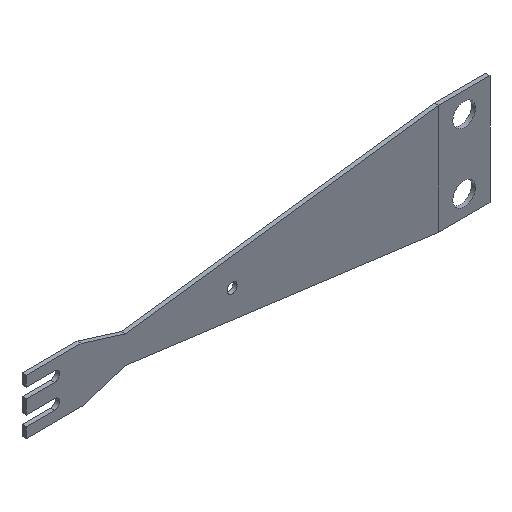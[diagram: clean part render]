
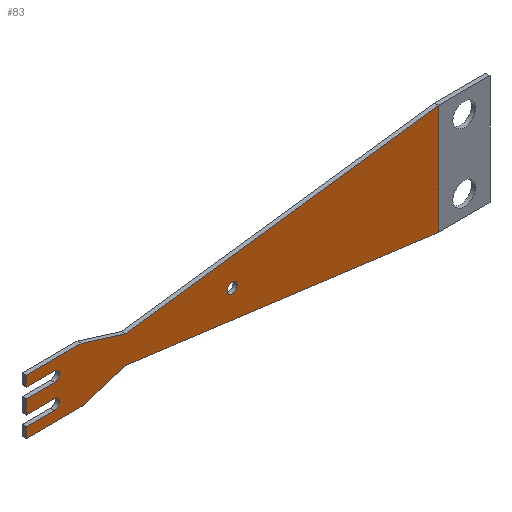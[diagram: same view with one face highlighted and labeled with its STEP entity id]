
A CAD part, isometric view. The second image highlights one B-rep face of the part: STEP entity #83.
In plain terms, the highlighted planar face has unit normal (0, -1, 0).
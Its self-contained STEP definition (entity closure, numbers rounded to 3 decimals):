
#80 = EDGE_LOOP ( 'NONE', ( #108, #325, #106, #129, #141, #120, #137, #135, #131, #119, #128, #124, #142, #133, #146, #160 ) ) ;
#83 = ADVANCED_FACE ( 'NONE', ( #419, #425 ), #417, .T. ) ;
#84 = VERTEX_POINT ( 'NONE', #422 ) ;
#92 = VERTEX_POINT ( 'NONE', #487 ) ;
#94 = EDGE_CURVE ( 'NONE', #84, #92, #502, .T. ) ;
#95 = VERTEX_POINT ( 'NONE', #478 ) ;
#100 = EDGE_CURVE ( 'NONE', #95, #324, #509, .T. ) ;
#106 = ORIENTED_EDGE ( 'NONE', *, *, #125, .F. ) ;
#108 = ORIENTED_EDGE ( 'NONE', *, *, #115, .F. ) ;
#112 = VERTEX_POINT ( 'NONE', #531 ) ;
#113 = EDGE_CURVE ( 'NONE', #112, #323, #510, .T. ) ;
#114 = VERTEX_POINT ( 'NONE', #446 ) ;
#115 = EDGE_CURVE ( 'NONE', #117, #92, #537, .T. ) ;
#116 = VERTEX_POINT ( 'NONE', #505 ) ;
#117 = VERTEX_POINT ( 'NONE', #460 ) ;
#119 = ORIENTED_EDGE ( 'NONE', *, *, #136, .T. ) ;
#120 = ORIENTED_EDGE ( 'NONE', *, *, #123, .F. ) ;
#121 = VERTEX_POINT ( 'NONE', #449 ) ;
#122 = EDGE_CURVE ( 'NONE', #112, #132, #438, .T. ) ;
#123 = EDGE_CURVE ( 'NONE', #132, #138, #519, .T. ) ;
#124 = ORIENTED_EDGE ( 'NONE', *, *, #127, .F. ) ;
#125 = EDGE_CURVE ( 'NONE', #95, #116, #485, .T. ) ;
#126 = VERTEX_POINT ( 'NONE', #445 ) ;
#127 = EDGE_CURVE ( 'NONE', #114, #144, #444, .T. ) ;
#128 = ORIENTED_EDGE ( 'NONE', *, *, #134, .T. ) ;
#129 = ORIENTED_EDGE ( 'NONE', *, *, #100, .T. ) ;
#130 = EDGE_CURVE ( 'NONE', #116, #117, #525, .T. ) ;
#131 = ORIENTED_EDGE ( 'NONE', *, *, #143, .T. ) ;
#132 = VERTEX_POINT ( 'NONE', #469 ) ;
#133 = ORIENTED_EDGE ( 'NONE', *, *, #156, .T. ) ;
#134 = EDGE_CURVE ( 'NONE', #126, #144, #466, .T. ) ;
#135 = ORIENTED_EDGE ( 'NONE', *, *, #113, .T. ) ;
#136 = EDGE_CURVE ( 'NONE', #121, #126, #488, .T. ) ;
#137 = ORIENTED_EDGE ( 'NONE', *, *, #122, .F. ) ;
#138 = VERTEX_POINT ( 'NONE', #507 ) ;
#139 = VERTEX_POINT ( 'NONE', #443 ) ;
#140 = EDGE_CURVE ( 'NONE', #138, #324, #496, .T. ) ;
#141 = ORIENTED_EDGE ( 'NONE', *, *, #140, .F. ) ;
#142 = ORIENTED_EDGE ( 'NONE', *, *, #155, .T. ) ;
#143 = EDGE_CURVE ( 'NONE', #323, #121, #547, .T. ) ;
#144 = VERTEX_POINT ( 'NONE', #539 ) ;
#145 = VERTEX_POINT ( 'NONE', #542 ) ;
#146 = ORIENTED_EDGE ( 'NONE', *, *, #147, .T. ) ;
#147 = EDGE_CURVE ( 'NONE', #139, #84, #546, .T. ) ;
#155 = EDGE_CURVE ( 'NONE', #114, #145, #557, .T. ) ;
#156 = EDGE_CURVE ( 'NONE', #145, #139, #550, .T. ) ;
#157 = EDGE_LOOP ( 'NONE', ( #185, #165 ) ) ;
#160 = ORIENTED_EDGE ( 'NONE', *, *, #94, .T. ) ;
#163 = EDGE_CURVE ( 'NONE', #317, #315, #441, .T. ) ;
#165 = ORIENTED_EDGE ( 'NONE', *, *, #163, .F. ) ;
#185 = ORIENTED_EDGE ( 'NONE', *, *, #294, .F. ) ;
#294 = EDGE_CURVE ( 'NONE', #315, #317, #758, .T. ) ;
#315 = VERTEX_POINT ( 'NONE', #797 ) ;
#317 = VERTEX_POINT ( 'NONE', #795 ) ;
#323 = VERTEX_POINT ( 'NONE', #856 ) ;
#324 = VERTEX_POINT ( 'NONE', #851 ) ;
#325 = ORIENTED_EDGE ( 'NONE', *, *, #130, .F. ) ;
#417 = PLANE ( 'NONE',  #421 ) ;
#418 = CARTESIAN_POINT ( 'NONE',  ( -75., -1.17, 16. ) ) ;
#419 = FACE_OUTER_BOUND ( 'NONE', #80, .T. ) ;
#421 = AXIS2_PLACEMENT_3D ( 'NONE', #418, #424, #423 ) ;
#422 = CARTESIAN_POINT ( 'NONE',  ( -135., -1.17, 24. ) ) ;
#423 = DIRECTION ( 'NONE',  ( 1., 0., 0. ) ) ;
#424 = DIRECTION ( 'NONE',  ( 0., -1., 0. ) ) ;
#425 = FACE_BOUND ( 'NONE', #157, .T. ) ;
#436 = VECTOR ( 'NONE', #486, 1000. ) ;
#437 = CARTESIAN_POINT ( 'NONE',  ( -75., -1.17, 11.022 ) ) ;
#438 = LINE ( 'NONE', #437, #436 ) ;
#441 = CIRCLE ( 'NONE', #492, 1.473 ) ;
#442 = VECTOR ( 'NONE', #529, 1000. ) ;
#443 = CARTESIAN_POINT ( 'NONE',  ( -118.998, -1.17, 24. ) ) ;
#444 = LINE ( 'NONE', #501, #500 ) ;
#445 = CARTESIAN_POINT ( 'NONE',  ( -106.12, -1.17, 12. ) ) ;
#446 = CARTESIAN_POINT ( 'NONE',  ( -15., -1.17, 32. ) ) ;
#447 = DIRECTION ( 'NONE',  ( 0., 0., -1. ) ) ;
#448 = CARTESIAN_POINT ( 'NONE',  ( -135., -1.17, 32. ) ) ;
#449 = CARTESIAN_POINT ( 'NONE',  ( -118.998, -1.17, 8. ) ) ;
#453 = VECTOR ( 'NONE', #470, 1000. ) ;
#456 = DIRECTION ( 'NONE',  ( 1., 0., 0. ) ) ;
#457 = DIRECTION ( 'NONE',  ( 0., -1., 0. ) ) ;
#458 = CARTESIAN_POINT ( 'NONE',  ( -126.745, -1.17, 19.505 ) ) ;
#459 = AXIS2_PLACEMENT_3D ( 'NONE', #458, #468, #467 ) ;
#460 = CARTESIAN_POINT ( 'NONE',  ( -126.745, -1.17, 20.978 ) ) ;
#463 = VECTOR ( 'NONE', #514, 1000. ) ;
#466 = LINE ( 'NONE', #471, #453 ) ;
#467 = DIRECTION ( 'NONE',  ( 1., 0., 0. ) ) ;
#468 = DIRECTION ( 'NONE',  ( 0., -1., 0. ) ) ;
#469 = CARTESIAN_POINT ( 'NONE',  ( -126.745, -1.17, 11.022 ) ) ;
#470 = DIRECTION ( 'NONE',  ( 0.991, 0., -0.131 ) ) ;
#471 = CARTESIAN_POINT ( 'NONE',  ( -76.048, -1.17, 8.04 ) ) ;
#473 = VECTOR ( 'NONE', #512, 1000. ) ;
#478 = CARTESIAN_POINT ( 'NONE',  ( -135., -1.17, 18.032 ) ) ;
#483 = CARTESIAN_POINT ( 'NONE',  ( -126.745, -1.17, 12.495 ) ) ;
#484 = CARTESIAN_POINT ( 'NONE',  ( -75., -1.17, 18.032 ) ) ;
#485 = LINE ( 'NONE', #484, #516 ) ;
#486 = DIRECTION ( 'NONE',  ( 1., 0., 0. ) ) ;
#487 = CARTESIAN_POINT ( 'NONE',  ( -135., -1.17, 20.978 ) ) ;
#488 = LINE ( 'NONE', #530, #442 ) ;
#489 = DIRECTION ( 'NONE',  ( 1., 0., 0. ) ) ;
#490 = DIRECTION ( 'NONE',  ( 0., -1., 0. ) ) ;
#491 = CARTESIAN_POINT ( 'NONE',  ( -75., -1.17, 16. ) ) ;
#492 = AXIS2_PLACEMENT_3D ( 'NONE', #491, #490, #489 ) ;
#494 = VECTOR ( 'NONE', #543, 1000. ) ;
#495 = CARTESIAN_POINT ( 'NONE',  ( -75., -1.17, 13.968 ) ) ;
#496 = LINE ( 'NONE', #495, #494 ) ;
#499 = DIRECTION ( 'NONE',  ( 0., 0., -1. ) ) ;
#500 = VECTOR ( 'NONE', #499, 1000. ) ;
#501 = CARTESIAN_POINT ( 'NONE',  ( -15., -1.17, 32. ) ) ;
#502 = LINE ( 'NONE', #513, #463 ) ;
#505 = CARTESIAN_POINT ( 'NONE',  ( -126.745, -1.17, 18.032 ) ) ;
#507 = CARTESIAN_POINT ( 'NONE',  ( -126.745, -1.17, 13.968 ) ) ;
#508 = CARTESIAN_POINT ( 'NONE',  ( -135., -1.17, 32. ) ) ;
#509 = LINE ( 'NONE', #508, #473 ) ;
#510 = LINE ( 'NONE', #448, #517 ) ;
#512 = DIRECTION ( 'NONE',  ( 0., 0., -1. ) ) ;
#513 = CARTESIAN_POINT ( 'NONE',  ( -135., -1.17, 32. ) ) ;
#514 = DIRECTION ( 'NONE',  ( 0., 0., -1. ) ) ;
#515 = AXIS2_PLACEMENT_3D ( 'NONE', #483, #457, #456 ) ;
#516 = VECTOR ( 'NONE', #532, 1000. ) ;
#517 = VECTOR ( 'NONE', #447, 1000. ) ;
#519 = CIRCLE ( 'NONE', #515, 1.473 ) ;
#525 = CIRCLE ( 'NONE', #459, 1.473 ) ;
#529 = DIRECTION ( 'NONE',  ( 0.955, 0., 0.297 ) ) ;
#530 = CARTESIAN_POINT ( 'NONE',  ( -76.605, -1.17, 21.168 ) ) ;
#531 = CARTESIAN_POINT ( 'NONE',  ( -135., -1.17, 11.022 ) ) ;
#532 = DIRECTION ( 'NONE',  ( 1., 0., 0. ) ) ;
#534 = DIRECTION ( 'NONE',  ( -1., 0., 0. ) ) ;
#535 = VECTOR ( 'NONE', #534, 1000. ) ;
#536 = CARTESIAN_POINT ( 'NONE',  ( -75., -1.17, 20.978 ) ) ;
#537 = LINE ( 'NONE', #536, #535 ) ;
#539 = CARTESIAN_POINT ( 'NONE',  ( -15., -1.17, 0. ) ) ;
#542 = CARTESIAN_POINT ( 'NONE',  ( -106.12, -1.17, 20. ) ) ;
#543 = DIRECTION ( 'NONE',  ( -1., 0., 0. ) ) ;
#544 = VECTOR ( 'NONE', #561, 1000. ) ;
#545 = CARTESIAN_POINT ( 'NONE',  ( -75., -1.17, 24. ) ) ;
#546 = LINE ( 'NONE', #545, #564 ) ;
#547 = LINE ( 'NONE', #562, #544 ) ;
#550 = LINE ( 'NONE', #559, #553 ) ;
#552 = DIRECTION ( 'NONE',  ( -0.955, 0., 0.297 ) ) ;
#553 = VECTOR ( 'NONE', #552, 1000. ) ;
#554 = DIRECTION ( 'NONE',  ( -0.991, 0., -0.131 ) ) ;
#555 = VECTOR ( 'NONE', #554, 1000. ) ;
#556 = CARTESIAN_POINT ( 'NONE',  ( -76.048, -1.17, 23.96 ) ) ;
#557 = LINE ( 'NONE', #556, #555 ) ;
#559 = CARTESIAN_POINT ( 'NONE',  ( -76.605, -1.17, 10.832 ) ) ;
#561 = DIRECTION ( 'NONE',  ( 1., 0., 0. ) ) ;
#562 = CARTESIAN_POINT ( 'NONE',  ( -75., -1.17, 8. ) ) ;
#563 = DIRECTION ( 'NONE',  ( -1., 0., 0. ) ) ;
#564 = VECTOR ( 'NONE', #563, 1000. ) ;
#758 = CIRCLE ( 'NONE', #818, 1.473 ) ;
#786 = DIRECTION ( 'NONE',  ( 0., -1., 0. ) ) ;
#795 = CARTESIAN_POINT ( 'NONE',  ( -73.527, -1.17, 16. ) ) ;
#797 = CARTESIAN_POINT ( 'NONE',  ( -76.473, -1.17, 16. ) ) ;
#811 = DIRECTION ( 'NONE',  ( 1., 0., 0. ) ) ;
#818 = AXIS2_PLACEMENT_3D ( 'NONE', #823, #786, #811 ) ;
#823 = CARTESIAN_POINT ( 'NONE',  ( -75., -1.17, 16. ) ) ;
#851 = CARTESIAN_POINT ( 'NONE',  ( -135., -1.17, 13.968 ) ) ;
#856 = CARTESIAN_POINT ( 'NONE',  ( -135., -1.17, 8. ) ) ;
